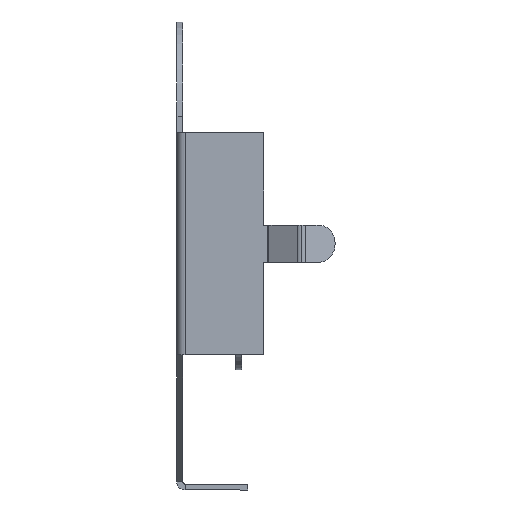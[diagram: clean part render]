
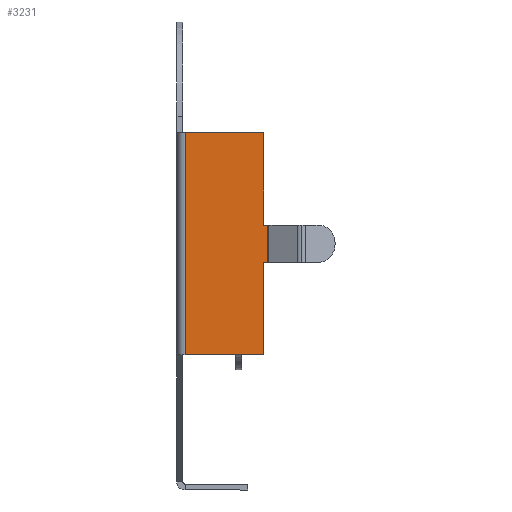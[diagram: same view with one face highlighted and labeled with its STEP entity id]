
A CAD part, left-side view. The second image highlights one B-rep face of the part: STEP entity #3231.
In plain terms, the highlighted planar face has unit normal (-1, 0, 0).
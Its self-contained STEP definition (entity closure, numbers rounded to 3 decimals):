
#29 = EDGE_CURVE ( 'NONE', #2400, #1487, #2447, .T. ) ;
#44 = CARTESIAN_POINT ( 'NONE',  ( -10.555, 0., -0.265 ) ) ;
#61 = VERTEX_POINT ( 'NONE', #2494 ) ;
#78 = EDGE_CURVE ( 'NONE', #2442, #156, #3515, .T. ) ;
#156 = VERTEX_POINT ( 'NONE', #3077 ) ;
#191 = EDGE_LOOP ( 'NONE', ( #3219, #2230, #218, #2183, #2815, #1815, #2952, #1857 ) ) ;
#202 = CARTESIAN_POINT ( 'NONE',  ( -10.555, -0.174, 1.305 ) ) ;
#218 = ORIENTED_EDGE ( 'NONE', *, *, #1138, .F. ) ;
#248 = VECTOR ( 'NONE', #3167, 1000. ) ;
#274 = AXIS2_PLACEMENT_3D ( 'NONE', #2999, #3581, #1874 ) ;
#543 = VECTOR ( 'NONE', #815, 1000. ) ;
#663 = CARTESIAN_POINT ( 'NONE',  ( -10.555, -0.174, -0.265 ) ) ;
#699 = VECTOR ( 'NONE', #3250, 1000. ) ;
#815 = DIRECTION ( 'NONE',  ( 0., -1., 0. ) ) ;
#844 = VERTEX_POINT ( 'NONE', #3178 ) ;
#911 = EDGE_CURVE ( 'NONE', #2539, #2442, #2734, .T. ) ;
#1098 = LINE ( 'NONE', #1224, #248 ) ;
#1138 = EDGE_CURVE ( 'NONE', #61, #2539, #2023, .T. ) ;
#1148 = LINE ( 'NONE', #3569, #3545 ) ;
#1220 = FACE_OUTER_BOUND ( 'NONE', #191, .T. ) ;
#1224 = CARTESIAN_POINT ( 'NONE',  ( -10.555, 0., 5.23 ) ) ;
#1287 = VECTOR ( 'NONE', #3503, 1000. ) ;
#1479 = VECTOR ( 'NONE', #1687, 1000. ) ;
#1487 = VERTEX_POINT ( 'NONE', #663 ) ;
#1613 = DIRECTION ( 'NONE',  ( 0., -1., 0. ) ) ;
#1687 = DIRECTION ( 'NONE',  ( 0., -1., 0. ) ) ;
#1688 = CARTESIAN_POINT ( 'NONE',  ( -10.555, 0., 5.23 ) ) ;
#1707 = CARTESIAN_POINT ( 'NONE',  ( -10.555, -0.174, 1.305 ) ) ;
#1765 = EDGE_CURVE ( 'NONE', #156, #844, #1148, .T. ) ;
#1815 = ORIENTED_EDGE ( 'NONE', *, *, #2333, .F. ) ;
#1828 = CARTESIAN_POINT ( 'NONE',  ( -10.555, 0., -4.19 ) ) ;
#1857 = ORIENTED_EDGE ( 'NONE', *, *, #1765, .F. ) ;
#1874 = DIRECTION ( 'NONE',  ( 0., 1., 0. ) ) ;
#2018 = CARTESIAN_POINT ( 'NONE',  ( -10.555, 0., -4.19 ) ) ;
#2023 = LINE ( 'NONE', #1688, #3211 ) ;
#2143 = VERTEX_POINT ( 'NONE', #2718 ) ;
#2183 = ORIENTED_EDGE ( 'NONE', *, *, #3294, .T. ) ;
#2222 = DIRECTION ( 'NONE',  ( 0., 0., -1. ) ) ;
#2230 = ORIENTED_EDGE ( 'NONE', *, *, #911, .F. ) ;
#2237 = LINE ( 'NONE', #2480, #543 ) ;
#2319 = LINE ( 'NONE', #44, #1479 ) ;
#2333 = EDGE_CURVE ( 'NONE', #2143, #2400, #2237, .T. ) ;
#2400 = VERTEX_POINT ( 'NONE', #1707 ) ;
#2442 = VERTEX_POINT ( 'NONE', #3217 ) ;
#2447 = LINE ( 'NONE', #202, #699 ) ;
#2480 = CARTESIAN_POINT ( 'NONE',  ( -10.555, 0., 1.305 ) ) ;
#2494 = CARTESIAN_POINT ( 'NONE',  ( -10.555, 0., -0.265 ) ) ;
#2539 = VERTEX_POINT ( 'NONE', #2018 ) ;
#2718 = CARTESIAN_POINT ( 'NONE',  ( -10.555, 0., 1.305 ) ) ;
#2734 = LINE ( 'NONE', #1828, #1287 ) ;
#2766 = DIRECTION ( 'NONE',  ( 0., 0., 1. ) ) ;
#2770 = EDGE_CURVE ( 'NONE', #844, #2143, #1098, .T. ) ;
#2815 = ORIENTED_EDGE ( 'NONE', *, *, #29, .F. ) ;
#2952 = ORIENTED_EDGE ( 'NONE', *, *, #2770, .F. ) ;
#2999 = CARTESIAN_POINT ( 'NONE',  ( -10.555, 0., 0. ) ) ;
#3077 = CARTESIAN_POINT ( 'NONE',  ( -10.555, 3.33, 5.23 ) ) ;
#3167 = DIRECTION ( 'NONE',  ( 0., 0., -1. ) ) ;
#3178 = CARTESIAN_POINT ( 'NONE',  ( -10.555, 0., 5.23 ) ) ;
#3211 = VECTOR ( 'NONE', #2222, 1000. ) ;
#3217 = CARTESIAN_POINT ( 'NONE',  ( -10.555, 3.33, -4.19 ) ) ;
#3219 = ORIENTED_EDGE ( 'NONE', *, *, #78, .F. ) ;
#3231 = ADVANCED_FACE ( 'NONE', ( #1220 ), #3289, .F. ) ;
#3250 = DIRECTION ( 'NONE',  ( 0., 0., -1. ) ) ;
#3263 = VECTOR ( 'NONE', #2766, 1000. ) ;
#3289 = PLANE ( 'NONE',  #274 ) ;
#3294 = EDGE_CURVE ( 'NONE', #61, #1487, #2319, .T. ) ;
#3295 = CARTESIAN_POINT ( 'NONE',  ( -10.555, 3.33, 5.23 ) ) ;
#3503 = DIRECTION ( 'NONE',  ( 0., 1., 0. ) ) ;
#3515 = LINE ( 'NONE', #3295, #3263 ) ;
#3545 = VECTOR ( 'NONE', #1613, 1000. ) ;
#3569 = CARTESIAN_POINT ( 'NONE',  ( -10.555, 3.43, 5.23 ) ) ;
#3581 = DIRECTION ( 'NONE',  ( 1., 0., 0. ) ) ;
